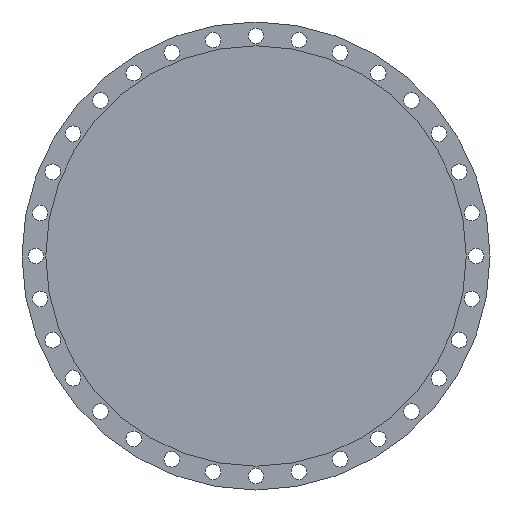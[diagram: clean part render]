
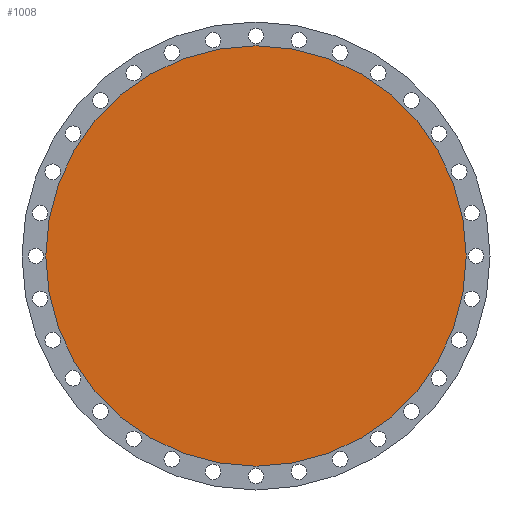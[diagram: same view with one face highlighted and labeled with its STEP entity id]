
A CAD part, left-side view. The second image highlights one B-rep face of the part: STEP entity #1008.
In plain terms, the highlighted planar face has unit normal (-1, 0, 0).
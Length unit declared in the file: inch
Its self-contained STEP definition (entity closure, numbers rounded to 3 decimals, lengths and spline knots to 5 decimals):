
#159 = CARTESIAN_POINT ( 'NONE',  ( 0., 0., 0. ) ) ;
#182 = VERTEX_POINT ( 'NONE', #396 ) ;
#252 = AXIS2_PLACEMENT_3D ( 'NONE', #1780, #945, #1321 ) ;
#289 = CIRCLE ( 'NONE', #2284, 32. ) ;
#308 = DIRECTION ( 'NONE',  ( -1., 0., 0. ) ) ;
#316 = CARTESIAN_POINT ( 'NONE',  ( 0., 0., 0. ) ) ;
#396 = CARTESIAN_POINT ( 'NONE',  ( 0., 0., 32. ) ) ;
#631 = AXIS2_PLACEMENT_3D ( 'NONE', #159, #308, #910 ) ;
#910 = DIRECTION ( 'NONE',  ( 0., 0., 1. ) ) ;
#932 = FACE_OUTER_BOUND ( 'NONE', #1626, .T. ) ;
#945 = DIRECTION ( 'NONE',  ( -1., 0., 0. ) ) ;
#993 = VERTEX_POINT ( 'NONE', #2294 ) ;
#1008 = ADVANCED_FACE ( 'NONE', ( #932 ), #1358, .T. ) ;
#1043 = EDGE_CURVE ( 'NONE', #182, #993, #1435, .T. ) ;
#1063 = DIRECTION ( 'NONE',  ( -1., 0., 0. ) ) ;
#1099 = ORIENTED_EDGE ( 'NONE', *, *, #1043, .T. ) ;
#1321 = DIRECTION ( 'NONE',  ( 0., 0., 1. ) ) ;
#1358 = PLANE ( 'NONE',  #631 ) ;
#1435 = CIRCLE ( 'NONE', #252, 32. ) ;
#1487 = DIRECTION ( 'NONE',  ( 0., 0., 1. ) ) ;
#1557 = EDGE_CURVE ( 'NONE', #993, #182, #289, .T. ) ;
#1626 = EDGE_LOOP ( 'NONE', ( #1099, #1714 ) ) ;
#1714 = ORIENTED_EDGE ( 'NONE', *, *, #1557, .T. ) ;
#1780 = CARTESIAN_POINT ( 'NONE',  ( 0., 0., 0. ) ) ;
#2284 = AXIS2_PLACEMENT_3D ( 'NONE', #316, #1063, #1487 ) ;
#2294 = CARTESIAN_POINT ( 'NONE',  ( 0., 0., -32. ) ) ;
